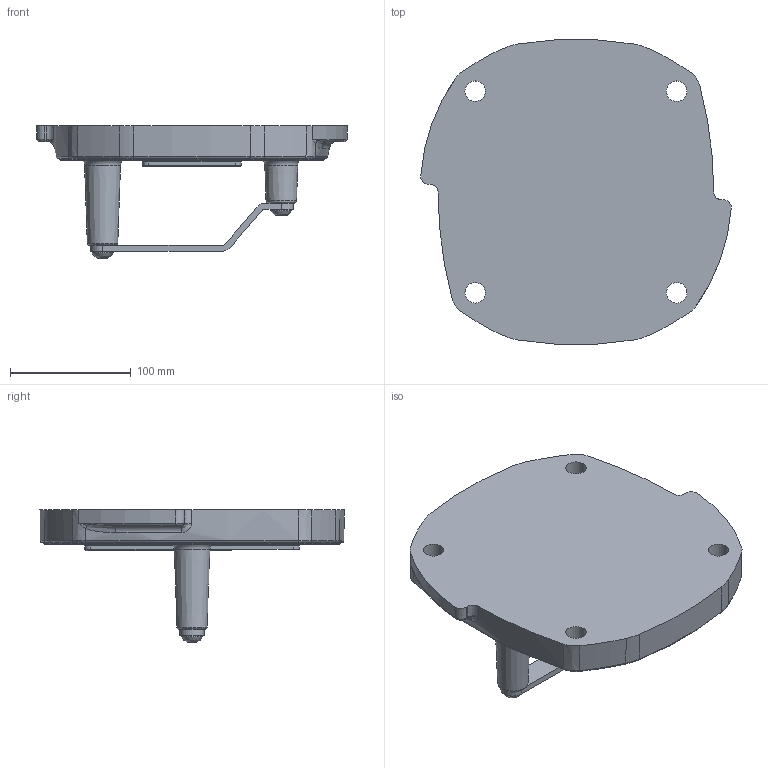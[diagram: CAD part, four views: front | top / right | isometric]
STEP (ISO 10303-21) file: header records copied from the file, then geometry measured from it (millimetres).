
FILE_DESCRIPTION(/* description */ (''),/* implementation_level */ '2;1');
FILE_NAME(/* name */ '2555_SLD ASSY.stp',/* time_stamp */ '2022-09-08T05:35:45+10:00',/* author */ ('c.taylor012'),/* organization */ (''),/* preprocessor_version */ 'ST-DEVELOPER v16.5',/* originating_system */ 'Autodesk Inventor 2017',/* authorisation */ '');
FILE_SCHEMA (('AUTOMOTIVE_DESIGN { 1 0 10303 214 3 1 1 }'));
Length unit declared in the file: millimetre
Products named in the file (4): 2555_SLD ASSY; 2555; 1046; 1181
Assembly tree (4 placements, depth 2):
  2555_SLD ASSY
    2555
    1046
    1181  x2
Bounding box: 257.11 x 252.3 x 109.6 mm (x, y, z)
Volume: 1571197.4 mm3; surface area: 154269.9 mm2
Topology: 4 solids, 4 shells, 1454 faces, 3460 edges, 2075 vertices
Faces by surface type: plane 502, cylinder 405, bspline 400, torus 103, cone 44
Full cylindrical faces by diameter (mm): 9.75 x2, 11 x2, 17 x4, 17.35 x2, 19.6 x1, 28 x1, 35 x1
Entity records: 52069 total; most frequent: CARTESIAN_POINT 21079, ORIENTED_EDGE 6744, DIRECTION 5704, EDGE_CURVE 3372, VERTEX_POINT 2034, AXIS2_PLACEMENT_3D 1944, LINE 1816, VECTOR 1816
